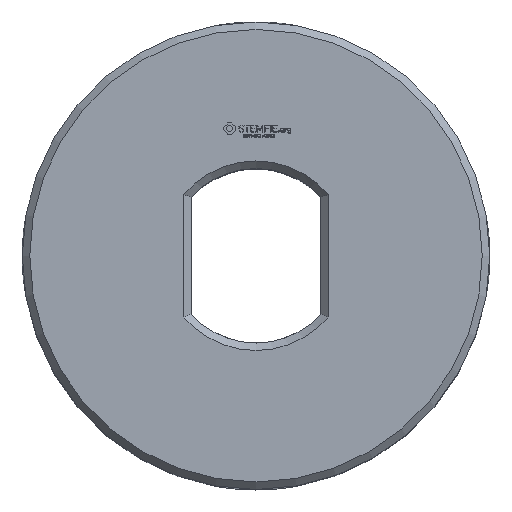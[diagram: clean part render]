
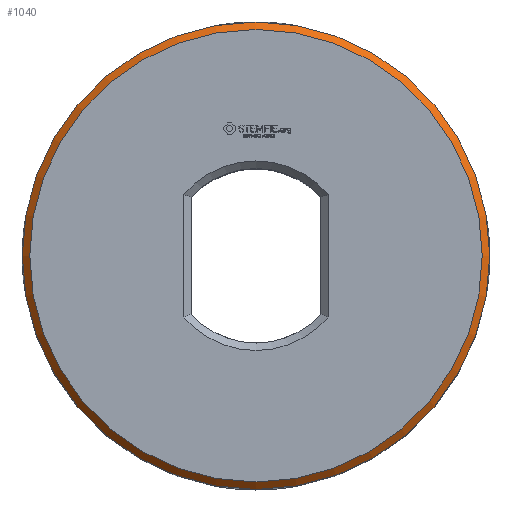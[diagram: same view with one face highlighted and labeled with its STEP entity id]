
A CAD part, top view. The second image highlights one B-rep face of the part: STEP entity #1040.
In plain terms, the highlighted conical face has half-angle 45 degrees and reference radius 9.375 mm.
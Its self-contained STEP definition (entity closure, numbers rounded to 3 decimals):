
#196 = VERTEX_POINT('',#197);
#197 = CARTESIAN_POINT('',(9.375,0.,12.2));
#203 = EDGE_CURVE('',#196,#196,#204,.T.);
#204 = CIRCLE('',#205,9.375);
#205 = AXIS2_PLACEMENT_3D('',#206,#207,#208);
#206 = CARTESIAN_POINT('',(0.,0.,12.2));
#207 = DIRECTION('',(0.,0.,1.));
#208 = DIRECTION('',(1.,0.,0.));
#1040 = ADVANCED_FACE('',(#1041),#1060,.T.);
#1041 = FACE_BOUND('',#1042,.T.);
#1042 = EDGE_LOOP('',(#1043,#1051,#1052,#1053));
#1043 = ORIENTED_EDGE('',*,*,#1044,.F.);
#1044 = EDGE_CURVE('',#196,#1045,#1047,.T.);
#1045 = VERTEX_POINT('',#1046);
#1046 = CARTESIAN_POINT('',(9.075,0.,12.5));
#1047 = LINE('',#1048,#1049);
#1048 = CARTESIAN_POINT('',(9.375,0.,12.2));
#1049 = VECTOR('',#1050,1.);
#1050 = DIRECTION('',(-0.707,0.,0.707));
#1051 = ORIENTED_EDGE('',*,*,#203,.T.);
#1052 = ORIENTED_EDGE('',*,*,#1044,.T.);
#1053 = ORIENTED_EDGE('',*,*,#1054,.F.);
#1054 = EDGE_CURVE('',#1045,#1045,#1055,.T.);
#1055 = CIRCLE('',#1056,9.075);
#1056 = AXIS2_PLACEMENT_3D('',#1057,#1058,#1059);
#1057 = CARTESIAN_POINT('',(0.,0.,12.5));
#1058 = DIRECTION('',(0.,0.,1.));
#1059 = DIRECTION('',(1.,0.,0.));
#1060 = CONICAL_SURFACE('',#1061,9.375,0.785);
#1061 = AXIS2_PLACEMENT_3D('',#1062,#1063,#1064);
#1062 = CARTESIAN_POINT('',(0.,0.,12.2));
#1063 = DIRECTION('',(-0.,-0.,-1.));
#1064 = DIRECTION('',(1.,0.,0.));
